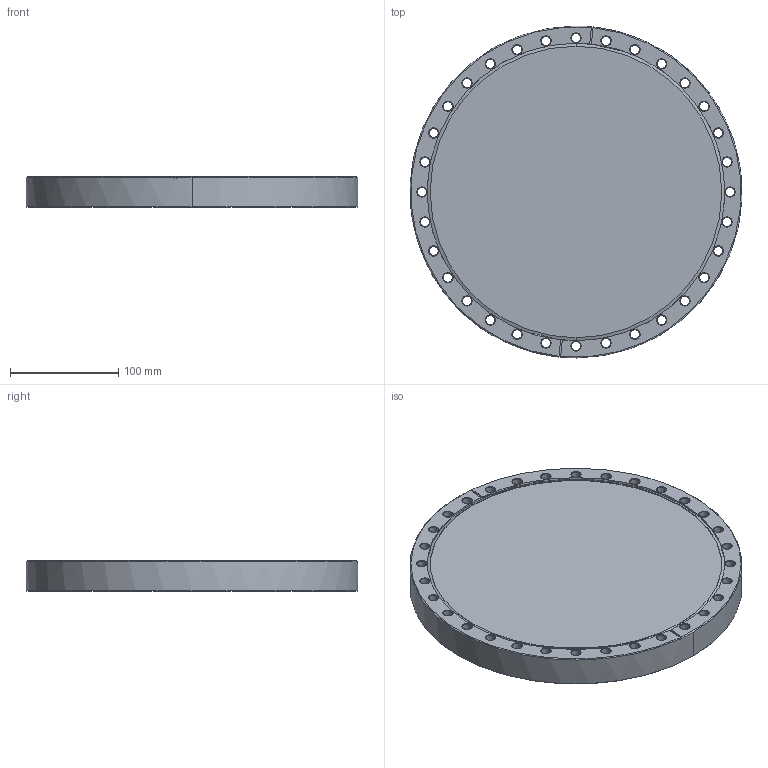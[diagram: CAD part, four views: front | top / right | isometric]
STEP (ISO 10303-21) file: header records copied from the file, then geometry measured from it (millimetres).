
FILE_DESCRIPTION((''),'2;1');
FILE_NAME('130092','2004-03-10T',('Rmunns'),(''),'PRO/ENGINEER BY PARAMETRIC TECHNOLOGY CORPORATION, 2001150','PRO/ENGINEER BY PARAMETRIC TECHNOLOGY CORPORATION, 2001150','');
FILE_SCHEMA(('CONFIG_CONTROL_DESIGN'));
Length unit declared in the file: inch
Products named in the file (1): 130092
Bounding box: 305.99 x 305.99 x 28.45 mm (x, y, z)
Volume: 1965676.9 mm3; surface area: 223293.1 mm2
Topology: 1 solids, 33 shells, 278 faces, 694 edges, 418 vertices
Faces by surface type: cone 134, cylinder 134, plane 10
Entity records: 8419 total; most frequent: DIRECTION 1648, CARTESIAN_POINT 1415, ORIENTED_EDGE 1260, EDGE_CURVE 694, AXIS2_PLACEMENT_3D 683, VERTEX_POINT 418, CIRCLE 404, EDGE_LOOP 342
